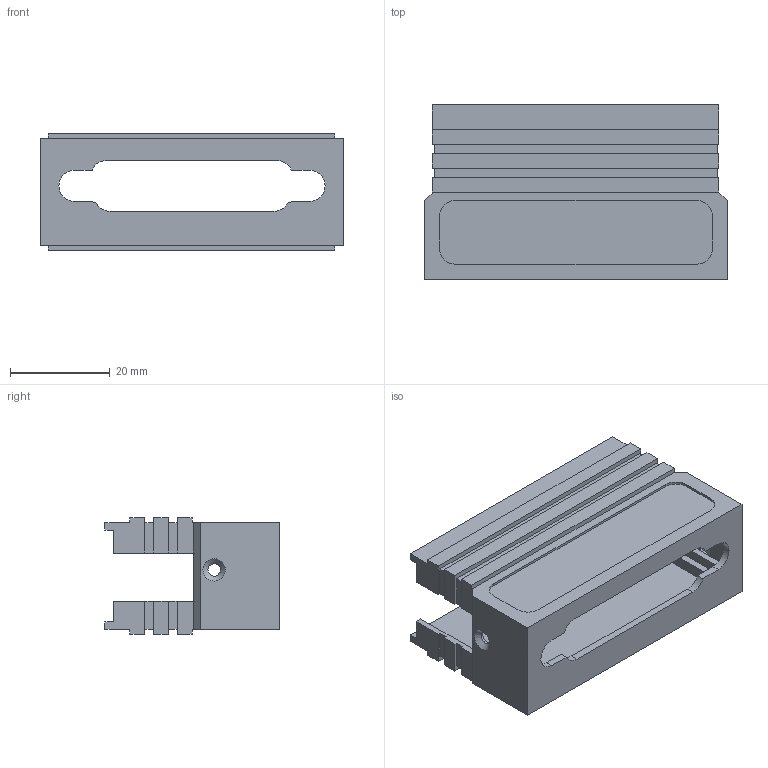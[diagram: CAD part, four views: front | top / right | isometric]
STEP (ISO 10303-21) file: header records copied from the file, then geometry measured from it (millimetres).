
FILE_DESCRIPTION(/* description */ (''),/* implementation_level */ '2;1');
FILE_NAME(/* name */ 'Sleeve.step',/* time_stamp */ '2026-02-21T14:35:05+01:00',/* author */ (''),/* organization */ (''),/* preprocessor_version */ 'ST-DEVELOPER v20.1',/* originating_system */ 'Autodesk Translation Framework v14.24.0.0',/* authorisation */ '');
FILE_SCHEMA (('AUTOMOTIVE_DESIGN { 1 0 10303 214 3 1 1 }'));
Length unit declared in the file: millimetre
Products named in the file (1): Sleeve
Bounding box: 60.71 x 34.94 x 23.45 mm (x, y, z)
Volume: 9488.1 mm3; surface area: 12650.7 mm2
Topology: 1 solids, 1 shells, 111 faces, 314 edges, 206 vertices
Faces by surface type: plane 97, cylinder 12, cone 2
Full cylindrical faces by diameter (mm): 2.5 x2
Entity records: 3579 total; most frequent: CARTESIAN_POINT 632, ORIENTED_EDGE 628, DIRECTION 564, EDGE_CURVE 314, LINE 288, VECTOR 288, VERTEX_POINT 206, AXIS2_PLACEMENT_3D 138
